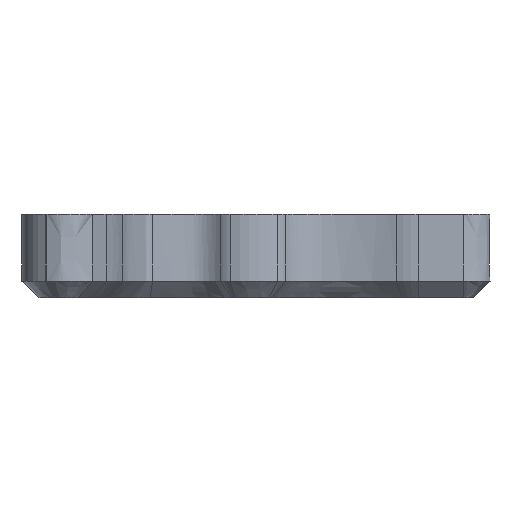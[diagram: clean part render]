
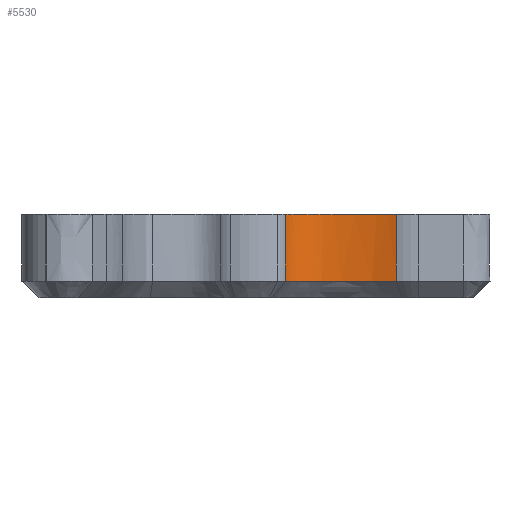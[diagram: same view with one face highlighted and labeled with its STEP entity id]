
A CAD part, left-side view. The second image highlights one B-rep face of the part: STEP entity #5530.
In plain terms, the highlighted free-form (B-spline) face has degree [3, 1] with [15, 2] control points.
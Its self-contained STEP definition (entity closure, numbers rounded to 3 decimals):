
#76=B_SPLINE_SURFACE_WITH_KNOTS('',3,1,((#20388,#20389),(#20390,#20391),
(#20392,#20393),(#20394,#20395),(#20396,#20397),(#20398,#20399),(#20400,
#20401),(#20402,#20403),(#20404,#20405),(#20406,#20407),(#20408,#20409),
(#20410,#20411),(#20412,#20413),(#20414,#20415),(#20416,#20417)),
 .UNSPECIFIED.,.F.,.F.,.F.,(4,3,2,2,2,2,4),(2,2),(-8.025,-7.926,
-7.271,-5.676,-4.428,-3.176,
-2.316),(-0.508,3.048),.UNSPECIFIED.);
#458=FACE_OUTER_BOUND('',#792,.T.);
#792=EDGE_LOOP('',(#4880,#4881,#4882,#4883));
#1310=B_SPLINE_CURVE_WITH_KNOTS('',3,(#19241,#19242,#19243,#19244,#19245,
#19246,#19247,#19248,#19249,#19250,#19251,#19252,#19253,#19254,#19255,#19256,
#19257,#19258,#19259,#19260,#19261,#19262,#19263,#19264,#19265),
 .UNSPECIFIED.,.F.,.F.,(4,3,1,1,1,3,1,1,1,3,1,1,1,3,4),(-0.802,
-0.756,-0.733,-0.71,-0.687,
-0.595,-0.552,-0.53,-0.486,
-0.443,-0.37,-0.334,-0.261,
-0.189,0.),.UNSPECIFIED.);
#1345=B_SPLINE_CURVE_WITH_KNOTS('',3,(#20377,#20378,#20379,#20380),
 .UNSPECIFIED.,.F.,.F.,(4,4),(-2.54,-0.5),.UNSPECIFIED.);
#1347=B_SPLINE_CURVE_WITH_KNOTS('',3,(#20419,#20420,#20421,#20422,#20423,
#20424,#20425,#20426,#20427,#20428,#20429,#20430),.UNSPECIFIED.,.F.,.F.,
(4,2,2,2,2,4),(-1.589,-1.517,-1.423,-1.19,
-0.564,-0.288),.UNSPECIFIED.);
#1348=B_SPLINE_CURVE_WITH_KNOTS('',3,(#20431,#20432,#20433,#20434),
 .UNSPECIFIED.,.F.,.F.,(4,4),(-2.04,0.),.UNSPECIFIED.);
#2458=VERTEX_POINT('',#19133);
#2459=VERTEX_POINT('',#19239);
#2494=VERTEX_POINT('',#20372);
#2496=VERTEX_POINT('',#20418);
#3254=EDGE_CURVE('',#2458,#2459,#1310,.T.);
#3323=EDGE_CURVE('',#2494,#2458,#1345,.T.);
#3326=EDGE_CURVE('',#2496,#2494,#1347,.T.);
#3327=EDGE_CURVE('',#2459,#2496,#1348,.T.);
#4880=ORIENTED_EDGE('',*,*,#3254,.F.);
#4881=ORIENTED_EDGE('',*,*,#3323,.F.);
#4882=ORIENTED_EDGE('',*,*,#3326,.F.);
#4883=ORIENTED_EDGE('',*,*,#3327,.F.);
#5530=ADVANCED_FACE('',(#458),#76,.T.);
#19133=CARTESIAN_POINT('',(-80.457,-39.663,-20.4));
#19239=CARTESIAN_POINT('',(-84.153,-5.778,-20.4));
#19241=CARTESIAN_POINT('Ctrl Pts',(-80.457,-39.663,
-20.4));
#19242=CARTESIAN_POINT('Ctrl Pts',(-80.12,-38.715,
-20.4));
#19243=CARTESIAN_POINT('Ctrl Pts',(-79.768,-37.585,-20.4));
#19244=CARTESIAN_POINT('Ctrl Pts',(-79.42,-36.205,
-20.4));
#19245=CARTESIAN_POINT('Ctrl Pts',(-79.246,-35.514,
-20.4));
#19246=CARTESIAN_POINT('Ctrl Pts',(-78.897,-34.003,
-20.4));
#19247=CARTESIAN_POINT('Ctrl Pts',(-78.41,-31.307,-20.4));
#19248=CARTESIAN_POINT('Ctrl Pts',(-77.686,-26.07,-20.4));
#19249=CARTESIAN_POINT('Ctrl Pts',(-77.517,-21.841,
-20.4));
#19250=CARTESIAN_POINT('Ctrl Pts',(-77.591,-19.444,
-20.4));
#19251=CARTESIAN_POINT('Ctrl Pts',(-77.626,-18.312,
-20.4));
#19252=CARTESIAN_POINT('Ctrl Pts',(-77.742,-16.903,
-20.4));
#19253=CARTESIAN_POINT('Ctrl Pts',(-78.048,-15.075,
-20.4));
#19254=CARTESIAN_POINT('Ctrl Pts',(-78.393,-13.758,-20.4));
#19255=CARTESIAN_POINT('Ctrl Pts',(-78.77,-12.771,
-20.4));
#19256=CARTESIAN_POINT('Ctrl Pts',(-78.978,-12.308,
-20.4));
#19257=CARTESIAN_POINT('Ctrl Pts',(-79.323,-11.537,-20.4));
#19258=CARTESIAN_POINT('Ctrl Pts',(-79.902,-10.501,
-20.4));
#19259=CARTESIAN_POINT('Ctrl Pts',(-80.832,-9.105,
-20.4));
#19260=CARTESIAN_POINT('Ctrl Pts',(-81.543,-8.187,
-20.4));
#19261=CARTESIAN_POINT('Ctrl Pts',(-82.081,-7.579,-20.4));
#19262=CARTESIAN_POINT('Ctrl Pts',(-82.341,-7.311,
-20.4));
#19263=CARTESIAN_POINT('Ctrl Pts',(-83.018,-6.61,
-20.4));
#19264=CARTESIAN_POINT('Ctrl Pts',(-83.63,-6.13,
-20.4));
#19265=CARTESIAN_POINT('Ctrl Pts',(-84.153,-5.778,-20.4));
#20372=CARTESIAN_POINT('',(-80.457,-39.663,0.));
#20377=CARTESIAN_POINT('Ctrl Pts',(-80.457,-39.663,
0.));
#20378=CARTESIAN_POINT('Ctrl Pts',(-80.457,-39.663,
-6.8));
#20379=CARTESIAN_POINT('Ctrl Pts',(-80.457,-39.663,
-13.6));
#20380=CARTESIAN_POINT('Ctrl Pts',(-80.457,-39.663,
-20.4));
#20388=CARTESIAN_POINT('Ctrl Pts',(-81.882,-43.007,
5.08));
#20389=CARTESIAN_POINT('Ctrl Pts',(-81.882,-43.007,
-30.48));
#20390=CARTESIAN_POINT('Ctrl Pts',(-81.762,-42.754,
5.08));
#20391=CARTESIAN_POINT('Ctrl Pts',(-81.762,-42.754,
-30.48));
#20392=CARTESIAN_POINT('Ctrl Pts',(-81.641,-42.501,5.08));
#20393=CARTESIAN_POINT('Ctrl Pts',(-81.641,-42.501,-30.48));
#20394=CARTESIAN_POINT('Ctrl Pts',(-81.52,-42.247,
5.08));
#20395=CARTESIAN_POINT('Ctrl Pts',(-81.52,-42.247,
-30.48));
#20396=CARTESIAN_POINT('Ctrl Pts',(-80.726,-40.58,
5.08));
#20397=CARTESIAN_POINT('Ctrl Pts',(-80.726,-40.58,
-30.48));
#20398=CARTESIAN_POINT('Ctrl Pts',(-80.021,-38.59,5.08));
#20399=CARTESIAN_POINT('Ctrl Pts',(-80.021,-38.59,-30.48));
#20400=CARTESIAN_POINT('Ctrl Pts',(-77.956,-30.388,
5.08));
#20401=CARTESIAN_POINT('Ctrl Pts',(-77.956,-30.388,
-30.48));
#20402=CARTESIAN_POINT('Ctrl Pts',(-77.46,-23.698,
5.08));
#20403=CARTESIAN_POINT('Ctrl Pts',(-77.46,-23.698,
-30.48));
#20404=CARTESIAN_POINT('Ctrl Pts',(-77.693,-16.118,
5.08));
#20405=CARTESIAN_POINT('Ctrl Pts',(-77.693,-16.118,
-30.48));
#20406=CARTESIAN_POINT('Ctrl Pts',(-78.184,-14.079,
5.08));
#20407=CARTESIAN_POINT('Ctrl Pts',(-78.184,-14.079,
-30.48));
#20408=CARTESIAN_POINT('Ctrl Pts',(-79.774,-10.531,
5.08));
#20409=CARTESIAN_POINT('Ctrl Pts',(-79.774,-10.531,
-30.48));
#20410=CARTESIAN_POINT('Ctrl Pts',(-81.061,-8.636,5.08));
#20411=CARTESIAN_POINT('Ctrl Pts',(-81.061,-8.636,-30.48));
#20412=CARTESIAN_POINT('Ctrl Pts',(-83.219,-6.401,
5.08));
#20413=CARTESIAN_POINT('Ctrl Pts',(-83.219,-6.401,
-30.48));
#20414=CARTESIAN_POINT('Ctrl Pts',(-84.162,-5.688,
5.08));
#20415=CARTESIAN_POINT('Ctrl Pts',(-84.162,-5.688,
-30.48));
#20416=CARTESIAN_POINT('Ctrl Pts',(-85.218,-5.155,
5.08));
#20417=CARTESIAN_POINT('Ctrl Pts',(-85.218,-5.155,
-30.48));
#20418=CARTESIAN_POINT('',(-84.153,-5.778,0.));
#20419=CARTESIAN_POINT('Ctrl Pts',(-84.153,-5.778,
0.));
#20420=CARTESIAN_POINT('Ctrl Pts',(-83.254,-6.383,
0.));
#20421=CARTESIAN_POINT('Ctrl Pts',(-82.558,-7.059,0.));
#20422=CARTESIAN_POINT('Ctrl Pts',(-81.318,-8.432,
0.));
#20423=CARTESIAN_POINT('Ctrl Pts',(-80.655,-9.332,
0.));
#20424=CARTESIAN_POINT('Ctrl Pts',(-78.714,-12.442,
0.));
#20425=CARTESIAN_POINT('Ctrl Pts',(-78.173,-14.292,0.));
#20426=CARTESIAN_POINT('Ctrl Pts',(-77.147,-20.609,
0.));
#20427=CARTESIAN_POINT('Ctrl Pts',(-77.774,-28.428,0.));
#20428=CARTESIAN_POINT('Ctrl Pts',(-79.424,-36.46,
0.));
#20429=CARTESIAN_POINT('Ctrl Pts',(-79.959,-38.262,
0.));
#20430=CARTESIAN_POINT('Ctrl Pts',(-80.457,-39.663,
0.));
#20431=CARTESIAN_POINT('Ctrl Pts',(-84.153,-5.778,-20.4));
#20432=CARTESIAN_POINT('Ctrl Pts',(-84.153,-5.778,-13.6));
#20433=CARTESIAN_POINT('Ctrl Pts',(-84.153,-5.778,
-6.8));
#20434=CARTESIAN_POINT('Ctrl Pts',(-84.153,-5.778,
0.));
